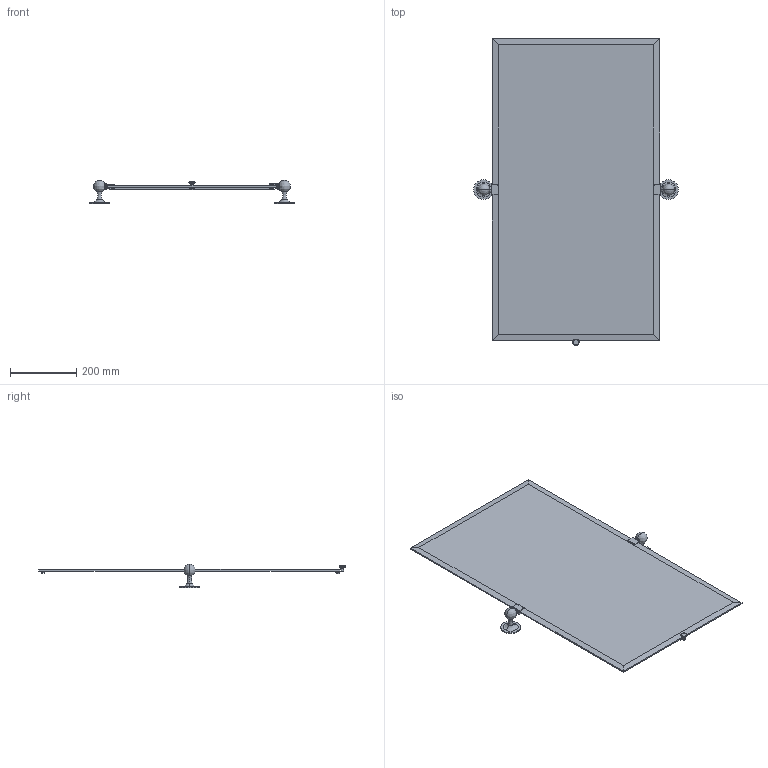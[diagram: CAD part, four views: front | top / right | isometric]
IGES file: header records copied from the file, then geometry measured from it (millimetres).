
Start section:  PTC IGES file: 0142n.igs
Global section: file name: 0142n.igs; native system: Creo Parametric by PTC Inc.; preprocessor: 2018400; author: jinson.thomas; organization: Unknown; date: 20210621.160806; units: inch
Bounding box: 620.37 x 929.26 x 71.14 mm (x, y, z)
Volume: 2854599.7 mm3; surface area: 981335.9 mm2
Topology: 1 solids, 1 shells, 512 faces, 1123 edges, 617 vertices
Faces by surface type: revolution 260, bspline 252
